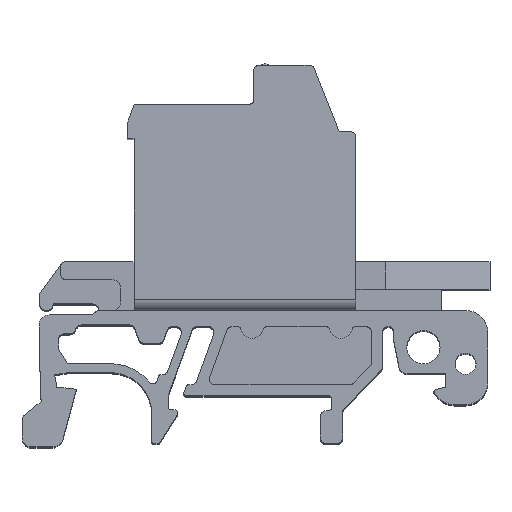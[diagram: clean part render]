
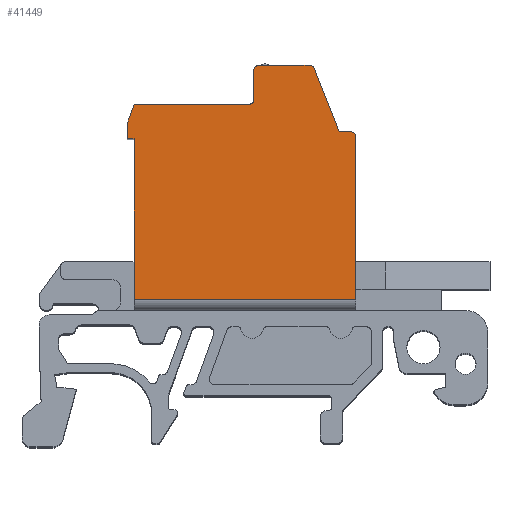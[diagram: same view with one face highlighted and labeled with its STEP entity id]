
A CAD part, top view. The second image highlights one B-rep face of the part: STEP entity #41449.
In plain terms, the highlighted planar face has unit normal (0, 0, 1).
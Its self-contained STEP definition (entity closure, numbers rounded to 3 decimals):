
#5433=CARTESIAN_POINT('',(16.05,11.6,3.3));
#5434=VERTEX_POINT('',#5433);
#5441=CARTESIAN_POINT('',(16.05,-3.1,3.3));
#5442=VERTEX_POINT('',#5441);
#5443=CARTESIAN_POINT('',(16.05,-3.1,3.3));
#5444=DIRECTION('',(0.0,1.0,0.0));
#5445=VECTOR('',#5444,14.7);
#5446=LINE('',#5443,#5445);
#5447=EDGE_CURVE('',#5442,#5434,#5446,.T.);
#6079=CARTESIAN_POINT('',(-3.95,-3.1,3.3));
#6080=VERTEX_POINT('',#6079);
#6088=CARTESIAN_POINT('',(-3.95,11.4,3.3));
#6089=VERTEX_POINT('',#6088);
#6090=CARTESIAN_POINT('',(-3.95,-3.1,3.3));
#6091=DIRECTION('',(0.0,1.0,0.0));
#6092=VECTOR('',#6091,14.5);
#6093=LINE('',#6090,#6092);
#6094=EDGE_CURVE('',#6080,#6089,#6093,.T.);
#12554=CARTESIAN_POINT('',(16.05,-3.1,3.3));
#12555=DIRECTION('',(-1.0,0.0,0.0));
#12556=VECTOR('',#12555,20.0);
#12557=LINE('',#12554,#12556);
#12558=EDGE_CURVE('',#5442,#6080,#12557,.T.);
#16979=CARTESIAN_POINT('',(-3.931,14.5,3.3));
#16980=VERTEX_POINT('',#16979);
#16987=CARTESIAN_POINT('',(6.45,14.5,3.3));
#16988=VERTEX_POINT('',#16987);
#16989=CARTESIAN_POINT('',(-3.931,14.5,3.3));
#16990=DIRECTION('',(1.0,0.0,0.0));
#16991=VECTOR('',#16990,10.381);
#16992=LINE('',#16989,#16991);
#16993=EDGE_CURVE('',#16980,#16988,#16992,.T.);
#38665=CARTESIAN_POINT('',(6.85,14.9,3.3));
#38666=VERTEX_POINT('',#38665);
#38667=CARTESIAN_POINT('',(6.45,14.9,3.3));
#38668=DIRECTION('',(0.0,0.0,1.));
#38669=DIRECTION('',(0.707,-0.707,0.0));
#38670=AXIS2_PLACEMENT_3D('',#38667,#38668,#38669);
#38671=CIRCLE('',#38670,0.4);
#38672=EDGE_CURVE('',#16988,#38666,#38671,.T.);
#38688=CARTESIAN_POINT('',(6.85,17.6,3.3));
#38689=VERTEX_POINT('',#38688);
#38690=CARTESIAN_POINT('',(7.25,18.0,3.3));
#38691=VERTEX_POINT('',#38690);
#38692=CARTESIAN_POINT('',(7.25,17.6,3.3));
#38693=DIRECTION('',(0.0,0.0,-1.));
#38694=DIRECTION('',(-0.707,0.707,0.0));
#38695=AXIS2_PLACEMENT_3D('',#38692,#38693,#38694);
#38696=CIRCLE('',#38695,0.4);
#38697=EDGE_CURVE('',#38689,#38691,#38696,.T.);
#38721=CARTESIAN_POINT('',(11.927,18.,3.3));
#38722=VERTEX_POINT('',#38721);
#38723=CARTESIAN_POINT('',(7.25,18.0,3.3));
#38724=DIRECTION('',(1.0,0.0,0.0));
#38725=VECTOR('',#38724,4.677);
#38726=LINE('',#38723,#38725);
#38727=EDGE_CURVE('',#38691,#38722,#38726,.T.);
#38974=CARTESIAN_POINT('',(12.3,17.746,3.3));
#38975=VERTEX_POINT('',#38974);
#38976=CARTESIAN_POINT('',(11.927,17.6,3.3));
#38977=DIRECTION('',(0.0,0.0,-1.));
#38978=DIRECTION('',(0.564,0.826,0.0));
#38979=AXIS2_PLACEMENT_3D('',#38976,#38977,#38978);
#38980=CIRCLE('',#38979,0.4);
#38981=EDGE_CURVE('',#38722,#38975,#38980,.T.);
#38999=CARTESIAN_POINT('',(15.65,12.,3.3));
#39000=VERTEX_POINT('',#38999);
#39001=CARTESIAN_POINT('',(15.65,11.6,3.3));
#39002=DIRECTION('',(0.0,0.0,-1.));
#39003=DIRECTION('',(0.707,0.707,0.0));
#39004=AXIS2_PLACEMENT_3D('',#39001,#39002,#39003);
#39005=CIRCLE('',#39004,0.4);
#39006=EDGE_CURVE('',#39000,#5434,#39005,.T.);
#39026=CARTESIAN_POINT('',(14.55,12.0,3.3));
#39027=VERTEX_POINT('',#39026);
#39034=CARTESIAN_POINT('',(14.55,12.0,3.3));
#39035=DIRECTION('',(1.0,0.0,0.0));
#39036=VECTOR('',#39035,1.1);
#39037=LINE('',#39034,#39036);
#39038=EDGE_CURVE('',#39027,#39000,#39037,.T.);
#39678=CARTESIAN_POINT('',(-4.55,12.8,3.3));
#39679=VERTEX_POINT('',#39678);
#39686=CARTESIAN_POINT('',(-4.55,12.8,3.3));
#39687=DIRECTION('',(0.342,0.94,0.0));
#39688=VECTOR('',#39687,1.809);
#39689=LINE('',#39686,#39688);
#39690=EDGE_CURVE('',#39679,#16980,#39689,.T.);
#41333=CARTESIAN_POINT('',(-4.55,11.4,3.3));
#41334=VERTEX_POINT('',#41333);
#41335=CARTESIAN_POINT('',(-3.95,11.4,3.3));
#41336=DIRECTION('',(-1.0,0.0,0.0));
#41337=VECTOR('',#41336,0.6);
#41338=LINE('',#41335,#41337);
#41339=EDGE_CURVE('',#6089,#41334,#41338,.T.);
#41357=CARTESIAN_POINT('',(-4.55,11.4,3.3));
#41358=DIRECTION('',(0.0,1.0,0.0));
#41359=VECTOR('',#41358,1.4);
#41360=LINE('',#41357,#41359);
#41361=EDGE_CURVE('',#41334,#39679,#41360,.T.);
#41399=CARTESIAN_POINT('',(6.85,14.9,3.3));
#41400=DIRECTION('',(0.0,1.0,0.0));
#41401=VECTOR('',#41400,2.7);
#41402=LINE('',#41399,#41401);
#41403=EDGE_CURVE('',#38666,#38689,#41402,.T.);
#41416=CARTESIAN_POINT('',(12.3,17.746,3.3));
#41417=DIRECTION('',(0.365,-0.931,0.0));
#41418=VECTOR('',#41417,6.171);
#41419=LINE('',#41416,#41418);
#41420=EDGE_CURVE('',#38975,#39027,#41419,.T.);
#41427=CARTESIAN_POINT('',(6.041,8.152,3.3));
#41428=DIRECTION('',(0.0,0.0,1.0));
#41429=DIRECTION('',(1.0,0.0,0.0));
#41430=AXIS2_PLACEMENT_3D('',#41427,#41428,#41429);
#41431=PLANE('',#41430);
#41432=ORIENTED_EDGE('',*,*,#5447,.T.);
#41433=ORIENTED_EDGE('',*,*,#39006,.F.);
#41434=ORIENTED_EDGE('',*,*,#39038,.F.);
#41435=ORIENTED_EDGE('',*,*,#41420,.F.);
#41436=ORIENTED_EDGE('',*,*,#38981,.F.);
#41437=ORIENTED_EDGE('',*,*,#38727,.F.);
#41438=ORIENTED_EDGE('',*,*,#38697,.F.);
#41439=ORIENTED_EDGE('',*,*,#41403,.F.);
#41440=ORIENTED_EDGE('',*,*,#38672,.F.);
#41441=ORIENTED_EDGE('',*,*,#16993,.F.);
#41442=ORIENTED_EDGE('',*,*,#39690,.F.);
#41443=ORIENTED_EDGE('',*,*,#41361,.F.);
#41444=ORIENTED_EDGE('',*,*,#41339,.F.);
#41445=ORIENTED_EDGE('',*,*,#6094,.F.);
#41446=ORIENTED_EDGE('',*,*,#12558,.F.);
#41447=EDGE_LOOP('',(#41432,#41433,#41434,#41435,#41436,#41437,#41438,#41439,#41440,#41441,#41442,#41443,#41444,#41445,#41446));
#41448=FACE_OUTER_BOUND('',#41447,.T.);
#41449=ADVANCED_FACE('',(#41448),#41431,.T.);
